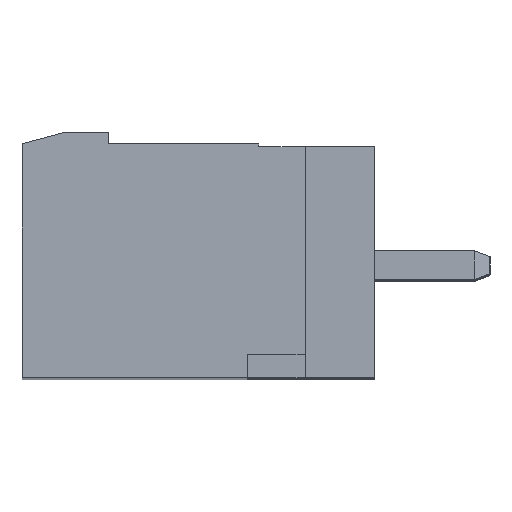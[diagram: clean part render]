
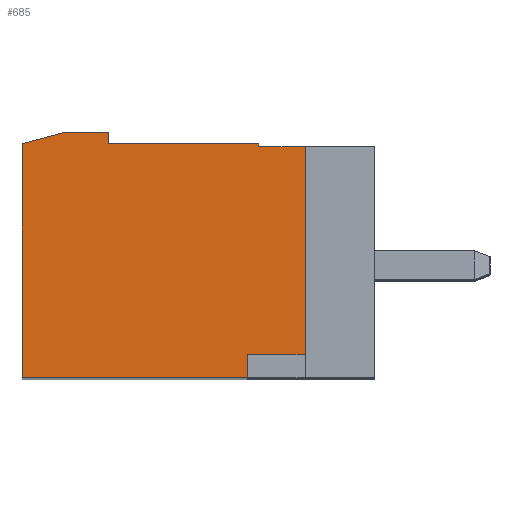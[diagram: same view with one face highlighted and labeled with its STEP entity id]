
A CAD part, top view. The second image highlights one B-rep face of the part: STEP entity #685.
In plain terms, the highlighted planar face has unit normal (0, 0, 1).
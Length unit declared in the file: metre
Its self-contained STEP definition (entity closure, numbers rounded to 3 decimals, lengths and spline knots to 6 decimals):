
#685=ADVANCED_FACE('',(#1640),#1641,.F.);
#1640=FACE_OUTER_BOUND('',#2860,.T.);
#1641=PLANE('',#2861);
#2860=EDGE_LOOP('',(#4857,#4858,#4859,#4860,#4861,#4862,#4863,#4864,#4865,#4866,#4867));
#2861=AXIS2_PLACEMENT_3D('',#4868,#4869,#4870);
#4857=ORIENTED_EDGE('',*,*,#7270,.F.);
#4858=ORIENTED_EDGE('',*,*,#7438,.F.);
#4859=ORIENTED_EDGE('',*,*,#7434,.F.);
#4860=ORIENTED_EDGE('',*,*,#7791,.F.);
#4861=ORIENTED_EDGE('',*,*,#7792,.F.);
#4862=ORIENTED_EDGE('',*,*,#7273,.F.);
#4863=ORIENTED_EDGE('',*,*,#7793,.F.);
#4864=ORIENTED_EDGE('',*,*,#7794,.T.);
#4865=ORIENTED_EDGE('',*,*,#7795,.F.);
#4866=ORIENTED_EDGE('',*,*,#7796,.F.);
#4867=ORIENTED_EDGE('',*,*,#7797,.F.);
#4868=CARTESIAN_POINT('',(-0.007835,0.113995,-0.13516));
#4869=DIRECTION('',(0.,0.,-1.0));
#4870=DIRECTION('',(0.,-1.0,0.));
#7270=EDGE_CURVE('',#8688,#8690,#8691,.T.);
#7273=EDGE_CURVE('',#8694,#8695,#8696,.T.);
#7434=EDGE_CURVE('',#8968,#8971,#8972,.T.);
#7438=EDGE_CURVE('',#8971,#8688,#8977,.T.);
#7791=EDGE_CURVE('',#9490,#8968,#9491,.T.);
#7792=EDGE_CURVE('',#8695,#9490,#9492,.T.);
#7793=EDGE_CURVE('',#9493,#8694,#9494,.T.);
#7794=EDGE_CURVE('',#9493,#9495,#9496,.T.);
#7795=EDGE_CURVE('',#9497,#9495,#9498,.T.);
#7796=EDGE_CURVE('',#9499,#9497,#9500,.T.);
#7797=EDGE_CURVE('',#8690,#9499,#9501,.T.);
#8688=VERTEX_POINT('',#10760);
#8690=VERTEX_POINT('',#10763);
#8691=LINE('',#10764,#10765);
#8694=VERTEX_POINT('',#10769);
#8695=VERTEX_POINT('',#10770);
#8696=LINE('',#10771,#10772);
#8968=VERTEX_POINT('',#11194);
#8971=VERTEX_POINT('',#11198);
#8972=LINE('',#11199,#11200);
#8977=LINE('',#11207,#11208);
#9490=VERTEX_POINT('',#11944);
#9491=LINE('',#11945,#11946);
#9492=LINE('',#11947,#11948);
#9493=VERTEX_POINT('',#11949);
#9494=LINE('',#11950,#11951);
#9495=VERTEX_POINT('',#11952);
#9496=LINE('',#11953,#11954);
#9497=VERTEX_POINT('',#11955);
#9498=LINE('',#11956,#11957);
#9499=VERTEX_POINT('',#11958);
#9500=LINE('',#11959,#11960);
#9501=LINE('',#11961,#11962);
#10760=CARTESIAN_POINT('',(-0.007835,0.113495,-0.13516));
#10763=CARTESIAN_POINT('',(-0.002635,0.113495,-0.13516));
#10764=CARTESIAN_POINT('',(-0.002635,0.113495,-0.13516));
#10765=VECTOR('',#13809,1.0);
#10769=CARTESIAN_POINT('',(-0.003035,0.105395,-0.13516));
#10770=CARTESIAN_POINT('',(-0.010835,0.105395,-0.13516));
#10771=CARTESIAN_POINT('',(-0.010835,0.105395,-0.13516));
#10772=VECTOR('',#13811,1.0);
#11194=CARTESIAN_POINT('',(-0.009342,0.113895,-0.13516));
#11198=CARTESIAN_POINT('',(-0.007835,0.113895,-0.13516));
#11199=CARTESIAN_POINT('',(-0.007835,0.113895,-0.13516));
#11200=VECTOR('',#13961,1.0);
#11207=CARTESIAN_POINT('',(-0.007835,0.113495,-0.13516));
#11208=VECTOR('',#13964,1.0);
#11944=CARTESIAN_POINT('',(-0.010835,0.113495,-0.13516));
#11945=CARTESIAN_POINT('',(-0.009342,0.113895,-0.13516));
#11946=VECTOR('',#14260,1.0);
#11947=CARTESIAN_POINT('',(-0.010835,0.113595,-0.13516));
#11948=VECTOR('',#14261,1.0);
#11949=CARTESIAN_POINT('',(-0.003035,0.106195,-0.13516));
#11950=CARTESIAN_POINT('',(-0.003035,0.113995,-0.13516));
#11951=VECTOR('',#14262,1.0);
#11952=CARTESIAN_POINT('',(-0.001035,0.106195,-0.13516));
#11953=CARTESIAN_POINT('',(-0.007835,0.106195,-0.13516));
#11954=VECTOR('',#14263,1.0);
#11955=CARTESIAN_POINT('',(-0.001035,0.113395,-0.13516));
#11956=CARTESIAN_POINT('',(-0.001035,0.105395,-0.13516));
#11957=VECTOR('',#14264,1.0);
#11958=CARTESIAN_POINT('',(-0.002635,0.113395,-0.13516));
#11959=CARTESIAN_POINT('',(-0.001035,0.113395,-0.13516));
#11960=VECTOR('',#14265,1.0);
#11961=CARTESIAN_POINT('',(-0.002635,0.113295,-0.13516));
#11962=VECTOR('',#14266,1.0);
#13809=DIRECTION('',(1.0,0.,0.));
#13811=DIRECTION('',(-1.0,0.,0.));
#13961=DIRECTION('',(1.0,0.,0.));
#13964=DIRECTION('',(0.,-1.0,0.));
#14260=DIRECTION('',(0.966,0.259,0.));
#14261=DIRECTION('',(0.,1.0,0.));
#14262=DIRECTION('',(0.,-1.0,0.));
#14263=DIRECTION('',(1.0,0.0,0.));
#14264=DIRECTION('',(0.,-1.0,0.));
#14265=DIRECTION('',(1.0,0.,0.));
#14266=DIRECTION('',(0.,-1.0,0.));
